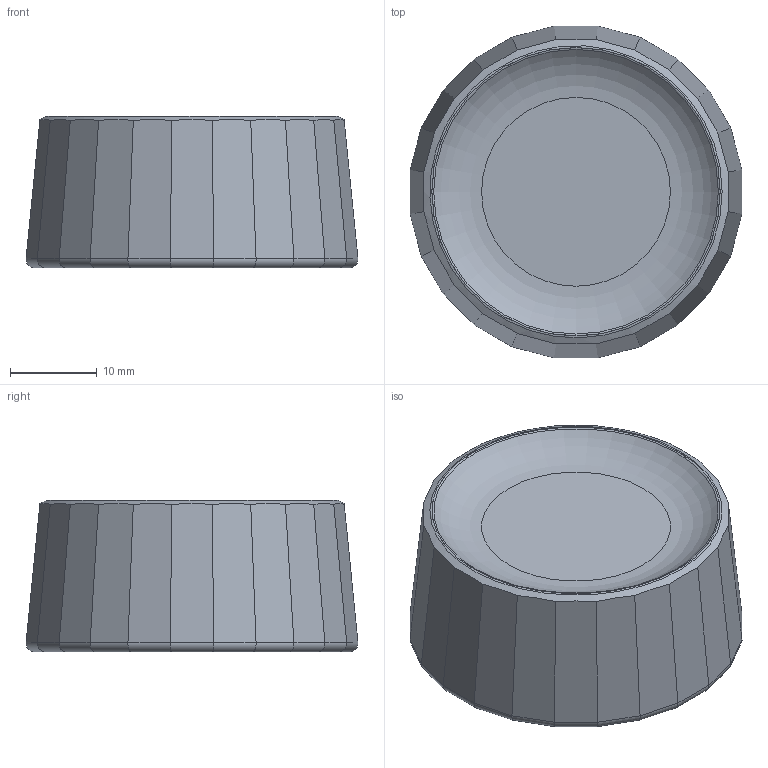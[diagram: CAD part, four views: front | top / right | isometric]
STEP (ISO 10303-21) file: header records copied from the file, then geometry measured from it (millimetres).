
FILE_DESCRIPTION(/* description */ ('Unknown'),/* implementation_level */ '2;1');
FILE_NAME(/* name */ 'alu_potmeter_002_04_insert',/* time_stamp */ '2023-11-20T22:23:19+01:00',/* author */ ('Unknown'),/* organization */ ('Unknown'),/* preprocessor_version */ 'ST-DEVELOPER v16.7',/* originating_system */ 'Solid Edge',/* authorisation */ 'Unknown');
FILE_SCHEMA (('AUTOMOTIVE_DESIGN {1 0 10303 214 3 1 1}'));
Length unit declared in the file: millimetre
Products named in the file (1): alu_potmeter_002_04
Bounding box: 38.29 x 38.29 x 17.5 mm (x, y, z)
Volume: 14337.4 mm3; surface area: 4754.1 mm2
Topology: 1 solids, 1 shells, 68 faces, 155 edges, 93 vertices
Faces by surface type: plane 34, cylinder 26, cone 5, torus 3
Full cylindrical faces by diameter (mm): 20 x1
Entity records: 1890 total; most frequent: CARTESIAN_POINT 399, ORIENTED_EDGE 296, DIRECTION 294, EDGE_CURVE 148, AXIS2_PLACEMENT_3D 107, VERTEX_POINT 92, LINE 80, VECTOR 80
